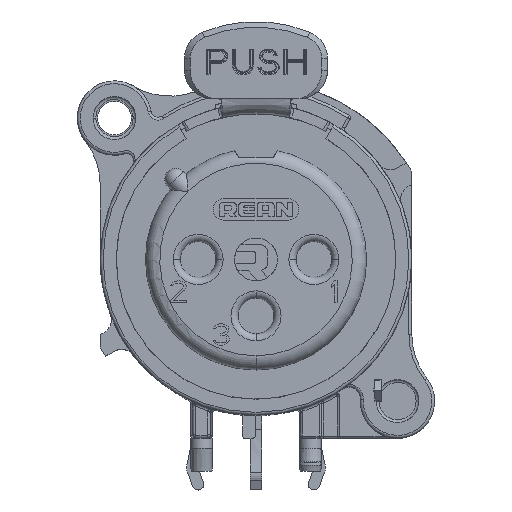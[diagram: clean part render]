
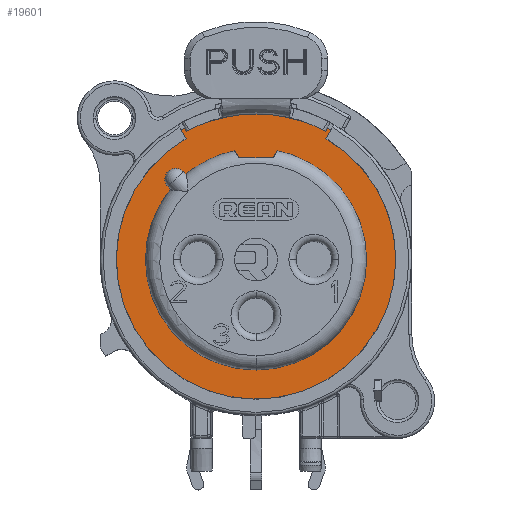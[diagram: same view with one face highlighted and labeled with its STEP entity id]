
A CAD part, top view. The second image highlights one B-rep face of the part: STEP entity #19601.
In plain terms, the highlighted planar face has unit normal (0, 0, 1).
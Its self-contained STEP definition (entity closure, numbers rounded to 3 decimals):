
#1024=CARTESIAN_POINT('',(0.,0.,6.6));
#1025=DIRECTION('',(0.,0.,1.));
#1026=DIRECTION('',(0.301,0.954,0.));
#1027=AXIS2_PLACEMENT_3D('',#1024,#1025,#1026);
#1087=CARTESIAN_POINT('',(0.,0.,6.6));
#1088=DIRECTION('',(0.,0.,1.));
#1089=DIRECTION('',(-0.301,0.954,0.));
#1090=AXIS2_PLACEMENT_3D('',#1087,#1088,#1089);
#1092=CARTESIAN_POINT('',(0.,0.,6.6));
#1093=DIRECTION('',(0.,0.,1.));
#1094=DIRECTION('',(0.5,0.866,0.));
#1095=AXIS2_PLACEMENT_3D('',#1092,#1093,#1094);
#1097=CARTESIAN_POINT('',(0.,0.,6.6));
#1098=DIRECTION('',(0.,0.,1.));
#1099=DIRECTION('',(0.836,-0.549,0.));
#1100=AXIS2_PLACEMENT_3D('',#1097,#1098,#1099);
#1107=DIRECTION('',(0.,-1.,0.));
#1108=VECTOR('',#1107,0.15);
#1109=CARTESIAN_POINT('',(8.25,-5.092,6.6));
#1110=LINE('',#1109,#1108);
#1128=DIRECTION('',(-1.,0.,0.));
#1129=VECTOR('',#1128,0.5);
#1130=CARTESIAN_POINT('',(8.75,-5.092,6.6));
#1131=LINE('',#1130,#1129);
#1225=DIRECTION('',(0.,-1.,0.));
#1226=VECTOR('',#1225,0.656);
#1227=CARTESIAN_POINT('',(8.75,-5.092,6.6));
#1228=LINE('',#1227,#1226);
#1900=DIRECTION('',(0.,-1.,0.));
#1901=VECTOR('',#1900,0.045);
#1902=CARTESIAN_POINT('',(8.8,-5.626,6.6));
#1903=LINE('',#1902,#1901);
#7852=CARTESIAN_POINT('',(0.,0.,6.6));
#7853=DIRECTION('',(0.,0.,-1.));
#7854=DIRECTION('',(0.942,-0.336,0.));
#7855=AXIS2_PLACEMENT_3D('',#7852,#7853,#7854);
#7865=DIRECTION('',(0.,1.,0.));
#7866=VECTOR('',#7865,1.269);
#7867=CARTESIAN_POINT('',(9.7,-3.464,6.6));
#7868=LINE('',#7867,#7866);
#7869=DIRECTION('',(0.883,-0.469,0.));
#7870=VECTOR('',#7869,0.177);
#7871=CARTESIAN_POINT('',(9.544,-2.112,6.6));
#7872=LINE('',#7871,#7870);
#7877=CARTESIAN_POINT('',(0.,0.,6.6));
#7878=DIRECTION('',(0.,0.,1.));
#7879=DIRECTION('',(-0.5,0.866,0.));
#7880=AXIS2_PLACEMENT_3D('',#7877,#7878,#7879);
#7897=CARTESIAN_POINT('',(0.,0.,6.6));
#7898=DIRECTION('',(0.,0.,1.));
#7899=DIRECTION('',(0.976,-0.216,0.));
#7900=AXIS2_PLACEMENT_3D('',#7897,#7898,#7899);
#7902=DIRECTION('',(-0.5,-0.866,0.));
#7903=VECTOR('',#7902,0.694);
#7904=CARTESIAN_POINT('',(5.234,9.066,6.6));
#7905=LINE('',#7904,#7903);
#8004=DIRECTION('',(-0.301,-0.954,0.));
#8005=VECTOR('',#8004,0.269);
#8006=CARTESIAN_POINT('',(3.149,9.984,6.6));
#8007=LINE('',#8006,#8005);
#8768=DIRECTION('',(-0.5,0.866,0.));
#8769=VECTOR('',#8768,0.694);
#8770=CARTESIAN_POINT('',(-4.887,8.465,6.6));
#8771=LINE('',#8770,#8769);
#8850=DIRECTION('',(-0.301,0.954,0.));
#8851=VECTOR('',#8850,0.269);
#8852=CARTESIAN_POINT('',(-3.068,9.728,6.6));
#8853=LINE('',#8852,#8851);
#9940=CARTESIAN_POINT('',(9.8,-5.626,6.6));
#9941=DIRECTION('',(0.,0.,-1.));
#9942=DIRECTION('',(-1.,0.,0.));
#9943=AXIS2_PLACEMENT_3D('',#9940,#9941,#9942);
#10158=CARTESIAN_POINT('',(0.,0.,6.6));
#10159=DIRECTION('',(0.,0.,-1.));
#10160=DIRECTION('',(-0.635,0.772,0.));
#10161=AXIS2_PLACEMENT_3D('',#10158,#10159,#10160);
#10171=CARTESIAN_POINT('',(0.,0.,6.6));
#10172=DIRECTION('',(0.,0.,-1.));
#10173=DIRECTION('',(0.337,0.942,0.));
#10174=AXIS2_PLACEMENT_3D('',#10171,#10172,#10173);
#10190=CARTESIAN_POINT('',(0.,0.,6.6));
#10191=DIRECTION('',(0.,0.,-1.));
#10192=DIRECTION('',(-0.337,0.942,0.));
#10193=AXIS2_PLACEMENT_3D('',#10190,#10191,#10192);
#10195=CARTESIAN_POINT('',(0.,0.,6.6));
#10196=DIRECTION('',(0.,0.,-1.));
#10197=DIRECTION('',(0.192,0.981,0.));
#10198=AXIS2_PLACEMENT_3D('',#10195,#10196,#10197);
#10200=DIRECTION('',(-0.5,0.866,0.));
#10201=VECTOR('',#10200,0.567);
#10202=CARTESIAN_POINT('',(-1.2,7.1,6.6));
#10203=LINE('',#10202,#10201);
#10208=DIRECTION('',(-1.,0.,0.));
#10209=VECTOR('',#10208,2.4);
#10210=CARTESIAN_POINT('',(1.2,7.1,6.6));
#10211=LINE('',#10210,#10209);
#10223=DIRECTION('',(-0.5,-0.866,0.));
#10224=VECTOR('',#10223,0.567);
#10225=CARTESIAN_POINT('',(1.484,7.591,6.6));
#10226=LINE('',#10225,#10224);
#10638=DIRECTION('',(0.707,-0.707,0.));
#10639=VECTOR('',#10638,0.25);
#10640=CARTESIAN_POINT('',(-6.152,5.091,6.6));
#10641=LINE('',#10640,#10639);
#10653=CARTESIAN_POINT('',(-5.621,5.621,6.6));
#10654=DIRECTION('',(0.,0.,-1.));
#10655=DIRECTION('',(-0.707,-0.707,0.));
#10656=AXIS2_PLACEMENT_3D('',#10653,#10654,#10655);
#10662=DIRECTION('',(0.707,-0.707,0.));
#10663=VECTOR('',#10662,0.25);
#10664=CARTESIAN_POINT('',(-5.091,6.152,6.6));
#10665=LINE('',#10664,#10663);
#18078=CARTESIAN_POINT('',(8.25,-5.092,6.6));
#18079=CARTESIAN_POINT('',(8.25,-5.242,6.6));
#18080=VERTEX_POINT('',#18078);
#18081=VERTEX_POINT('',#18079);
#18082=CARTESIAN_POINT('',(8.75,-5.092,6.6));
#18083=CARTESIAN_POINT('',(8.75,-5.748,6.6));
#18084=VERTEX_POINT('',#18082);
#18085=VERTEX_POINT('',#18083);
#18093=CARTESIAN_POINT('',(-4.914,5.975,6.6));
#18094=CARTESIAN_POINT('',(-2.606,7.284,6.6));
#18095=VERTEX_POINT('',#18093);
#18096=VERTEX_POINT('',#18094);
#18097=CARTESIAN_POINT('',(2.605,7.284,6.6));
#18098=CARTESIAN_POINT('',(-5.975,4.914,
6.6));
#18099=VERTEX_POINT('',#18097);
#18100=VERTEX_POINT('',#18098);
#18101=CARTESIAN_POINT('',(-1.484,7.591,6.6));
#18102=VERTEX_POINT('',#18101);
#18103=CARTESIAN_POINT('',(1.484,7.591,6.6));
#18104=VERTEX_POINT('',#18103);
#18105=CARTESIAN_POINT('',(1.2,7.1,6.6));
#18106=VERTEX_POINT('',#18105);
#18107=CARTESIAN_POINT('',(-1.2,7.1,6.6));
#18108=VERTEX_POINT('',#18107);
#18109=CARTESIAN_POINT('',(-6.152,5.091,6.6));
#18110=VERTEX_POINT('',#18109);
#18111=CARTESIAN_POINT('',(-5.091,6.152,6.6));
#18112=VERTEX_POINT('',#18111);
#18119=CARTESIAN_POINT('',(3.068,9.728,6.6));
#18120=CARTESIAN_POINT('',(-3.068,9.728,6.6));
#18121=VERTEX_POINT('',#18119);
#18122=VERTEX_POINT('',#18120);
#18135=CARTESIAN_POINT('',(-3.149,9.984,6.6));
#18136=VERTEX_POINT('',#18135);
#18137=CARTESIAN_POINT('',(3.149,9.984,6.6));
#18138=VERTEX_POINT('',#18137);
#18139=CARTESIAN_POINT('',(5.234,9.066,6.6));
#18140=CARTESIAN_POINT('',(4.887,8.465,6.6));
#18141=VERTEX_POINT('',#18139);
#18142=VERTEX_POINT('',#18140);
#18143=CARTESIAN_POINT('',(-4.887,8.465,6.6));
#18144=CARTESIAN_POINT('',(-5.234,9.066,6.6));
#18145=VERTEX_POINT('',#18143);
#18146=VERTEX_POINT('',#18144);
#18147=CARTESIAN_POINT('',(9.544,-2.112,6.6));
#18148=VERTEX_POINT('',#18147);
#18149=CARTESIAN_POINT('',(9.7,-2.195,6.6));
#18150=VERTEX_POINT('',#18149);
#18151=CARTESIAN_POINT('',(9.7,-3.464,6.6));
#18152=CARTESIAN_POINT('',(8.933,-5.128,6.6));
#18153=VERTEX_POINT('',#18151);
#18154=VERTEX_POINT('',#18152);
#18155=CARTESIAN_POINT('',(8.8,-5.626,6.6));
#18156=VERTEX_POINT('',#18155);
#18157=CARTESIAN_POINT('',(8.8,-5.671,6.6));
#18158=VERTEX_POINT('',#18157);
#19537=CARTESIAN_POINT('',(0.,0.,6.6));
#19538=DIRECTION('',(0.,0.,1.));
#19539=DIRECTION('',(1.,0.,0.));
#19540=AXIS2_PLACEMENT_3D('',#19537,#19538,#19539);
#19541=PLANE('',#19540);
#19543=ORIENTED_EDGE('',*,*,#19542,.T.);
#19545=ORIENTED_EDGE('',*,*,#19544,.F.);
#19547=ORIENTED_EDGE('',*,*,#19546,.T.);
#19549=ORIENTED_EDGE('',*,*,#19548,.F.);
#19551=ORIENTED_EDGE('',*,*,#19550,.F.);
#19552=ORIENTED_EDGE('',*,*,#19508,.F.);
#19554=ORIENTED_EDGE('',*,*,#19553,.F.);
#19556=ORIENTED_EDGE('',*,*,#19555,.F.);
#19558=ORIENTED_EDGE('',*,*,#19557,.T.);
#19560=ORIENTED_EDGE('',*,*,#19559,.F.);
#19562=ORIENTED_EDGE('',*,*,#19561,.T.);
#19564=ORIENTED_EDGE('',*,*,#19563,.F.);
#19566=ORIENTED_EDGE('',*,*,#19565,.T.);
#19568=ORIENTED_EDGE('',*,*,#19567,.F.);
#19570=ORIENTED_EDGE('',*,*,#19569,.T.);
#19572=ORIENTED_EDGE('',*,*,#19571,.F.);
#19574=ORIENTED_EDGE('',*,*,#19573,.F.);
#19576=ORIENTED_EDGE('',*,*,#19575,.T.);
#19577=EDGE_LOOP('',(#19543,#19545,#19547,#19549,#19551,#19552,#19554,#19556,
#19558,#19560,#19562,#19564,#19566,#19568,#19570,#19572,#19574,#19576));
#19578=FACE_OUTER_BOUND('',#19577,.F.);
#19580=ORIENTED_EDGE('',*,*,#19579,.F.);
#19582=ORIENTED_EDGE('',*,*,#19581,.F.);
#19584=ORIENTED_EDGE('',*,*,#19583,.F.);
#19586=ORIENTED_EDGE('',*,*,#19585,.T.);
#19588=ORIENTED_EDGE('',*,*,#19587,.F.);
#19590=ORIENTED_EDGE('',*,*,#19589,.F.);
#19592=ORIENTED_EDGE('',*,*,#19591,.T.);
#19594=ORIENTED_EDGE('',*,*,#19593,.T.);
#19596=ORIENTED_EDGE('',*,*,#19595,.T.);
#19598=ORIENTED_EDGE('',*,*,#19597,.F.);
#19599=EDGE_LOOP('',(#19580,#19582,#19584,#19586,#19588,#19590,#19592,#19594,
#19596,#19598));
#19600=FACE_BOUND('',#19599,.F.);
#19601=ADVANCED_FACE('',(#19578,#19600),#19541,.T.);
#1028=CIRCLE('',#1027,10.2);
#1091=CIRCLE('',#1090,10.469);
#1096=CIRCLE('',#1095,10.469);
#1101=CIRCLE('',#1100,10.469);
#7856=CIRCLE('',#7855,10.3);
#7881=CIRCLE('',#7880,9.775);
#7901=CIRCLE('',#7900,9.775);
#9944=CIRCLE('',#9943,1.);
#10162=CIRCLE('',#10161,7.736);
#10175=CIRCLE('',#10174,7.736);
#10194=CIRCLE('',#10193,7.735);
#10199=CIRCLE('',#10198,7.735);
#10657=CIRCLE('',#10656,0.75);
#19508=EDGE_CURVE('',#18121,#18122,#1028,.T.);
#19542=EDGE_CURVE('',#18080,#18081,#1110,.T.);
#19544=EDGE_CURVE('',#18145,#18081,#7881,.T.);
#19546=EDGE_CURVE('',#18145,#18146,#8771,.T.);
#19548=EDGE_CURVE('',#18136,#18146,#1091,.T.);
#19550=EDGE_CURVE('',#18122,#18136,#8853,.T.);
#19553=EDGE_CURVE('',#18138,#18121,#8007,.T.);
#19555=EDGE_CURVE('',#18141,#18138,#1096,.T.);
#19557=EDGE_CURVE('',#18141,#18142,#7905,.T.);
#19559=EDGE_CURVE('',#18148,#18142,#7901,.T.);
#19561=EDGE_CURVE('',#18148,#18150,#7872,.T.);
#19563=EDGE_CURVE('',#18153,#18150,#7868,.T.);
#19565=EDGE_CURVE('',#18153,#18154,#7856,.T.);
#19567=EDGE_CURVE('',#18156,#18154,#9944,.T.);
#19569=EDGE_CURVE('',#18156,#18158,#1903,.T.);
#19571=EDGE_CURVE('',#18085,#18158,#1101,.T.);
#19573=EDGE_CURVE('',#18084,#18085,#1228,.T.);
#19575=EDGE_CURVE('',#18084,#18080,#1131,.T.);
#19579=EDGE_CURVE('',#18095,#18096,#10162,.T.);
#19581=EDGE_CURVE('',#18112,#18095,#10665,.T.);
#19583=EDGE_CURVE('',#18110,#18112,#10657,.T.);
#19585=EDGE_CURVE('',#18110,#18100,#10641,.T.);
#19587=EDGE_CURVE('',#18099,#18100,#10175,.T.);
#19589=EDGE_CURVE('',#18104,#18099,#10199,.T.);
#19591=EDGE_CURVE('',#18104,#18106,#10226,.T.);
#19593=EDGE_CURVE('',#18106,#18108,#10211,.T.);
#19595=EDGE_CURVE('',#18108,#18102,#10203,.T.);
#19597=EDGE_CURVE('',#18096,#18102,#10194,.T.);
